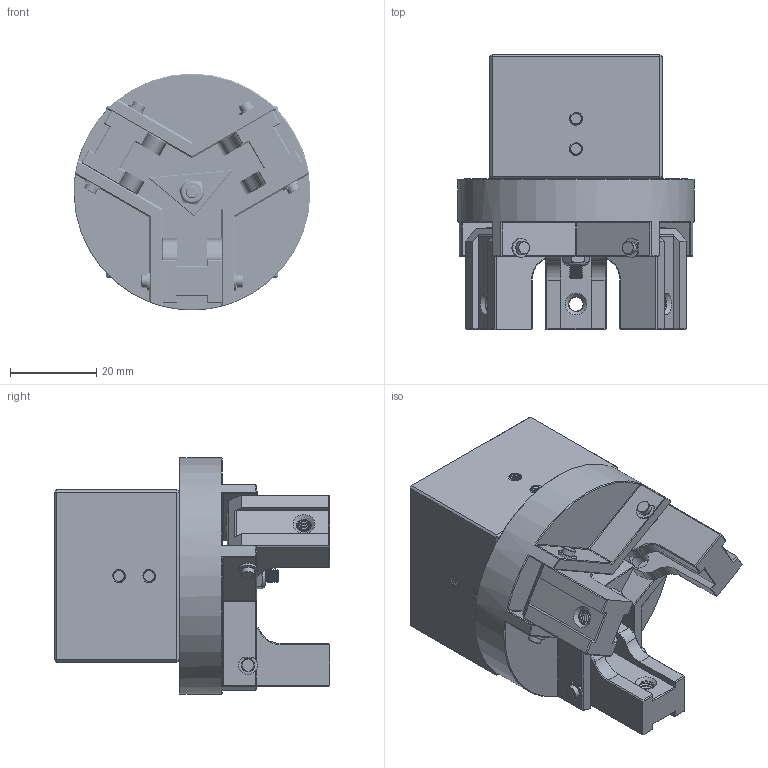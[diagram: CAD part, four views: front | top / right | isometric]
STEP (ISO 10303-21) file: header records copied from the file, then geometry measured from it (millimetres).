
FILE_DESCRIPTION(/* description */ (''),/* implementation_level */ '2;1');
FILE_NAME(/* name */ 'd351df5a-4a09-4b9e-8956-6df6124eeadb.stp',/* time_stamp */ '2024-10-08T17:24:34Z',/* author */ (''),/* organization */ (''),/* preprocessor_version */ 'ST-DEVELOPER v20',/* originating_system */ 'Autodesk Translation Framework v13.20.0.188',/* authorisation */ '');
FILE_SCHEMA (('AUTOMOTIVE_DESIGN { 1 0 10303 214 3 1 1 }'));
Products named in the file (10): KZ 3/25; Upper body KZ3/25; Lower body; Flange_1; Socket screw M4; Shaft_2; Retaining ring 3; Gripper; Nut M3; Thread rod M3
Assembly tree (19 placements, depth 2):
  KZ 3/25
    Upper body KZ3/25
    Lower body
    Retaining ring 3  x6
    Shaft_2  x3
    Gripper  x3
    Flange_1
    Socket screw M4  x2
    Nut M3
    Thread rod M3
Bounding box: 55 x 64 x 55 mm (x, y, z)
Volume: 81036.2 mm3; surface area: 26746.1 mm2
Topology: 20 solids, 20 shells, 1161 faces, 2942 edges, 1854 vertices
Faces by surface type: cylinder 621, plane 390, cone 109, bspline 38, torus 3
Full cylindrical faces by diameter (mm): 2 x7, 2.356 x5, 2.529 x42, 2.538 x1, 2.594 x6, 2.927 x9, 3 x20, 3.086 x36, 3.091 x20, 3.332 x41, 3.352 x1, 4 x29, 4.109 x30, 4.234 x20, 5.12 x18, 7 x4, 55 x1
Entity records: 52853 total; most frequent: CARTESIAN_POINT 34029, ORIENTED_EDGE 4300, DIRECTION 3130, EDGE_CURVE 2150, VERTEX_POINT 1350, AXIS2_PLACEMENT_3D 1130, B_SPLINE_CURVE_WITH_KNOTS 936, EDGE_LOOP 892
